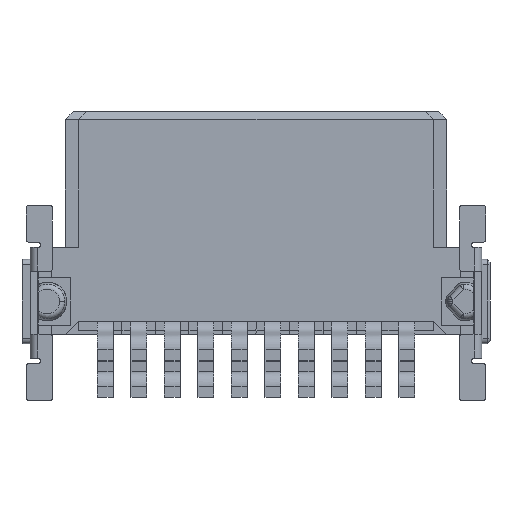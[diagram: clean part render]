
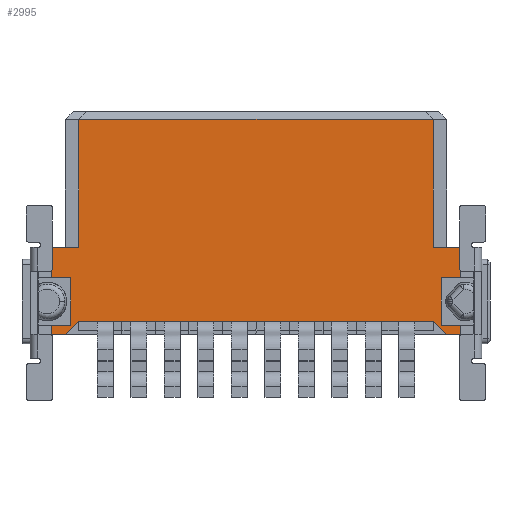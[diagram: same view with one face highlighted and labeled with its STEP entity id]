
A CAD part, front view. The second image highlights one B-rep face of the part: STEP entity #2995.
In plain terms, the highlighted planar face has unit normal (0, -1, 0).
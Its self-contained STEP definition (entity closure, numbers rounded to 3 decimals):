
#2872=AXIS2_PLACEMENT_3D('Plane Axis2P3D',#2869,#2870,#2871) ;
#668=CARTESIAN_POINT('Vertex',(1.115,1.373,5.8)) ;
#671=CARTESIAN_POINT('Line Origine',(1.63,1.373,5.8)) ;
#675=CARTESIAN_POINT('Vertex',(2.145,1.373,5.8)) ;
#807=CARTESIAN_POINT('Vertex',(15.595,1.373,5.8)) ;
#810=CARTESIAN_POINT('Line Origine',(16.11,1.373,5.8)) ;
#814=CARTESIAN_POINT('Vertex',(16.625,1.373,5.8)) ;
#1904=CARTESIAN_POINT('Vertex',(1.115,1.373,2.85)) ;
#1909=CARTESIAN_POINT('Line Origine',(1.48,1.373,2.85)) ;
#1913=CARTESIAN_POINT('Vertex',(1.845,1.373,2.85)) ;
#2196=CARTESIAN_POINT('Vertex',(1.115,1.373,4.65)) ;
#2208=CARTESIAN_POINT('Vertex',(1.845,1.373,4.65)) ;
#2211=CARTESIAN_POINT('Line Origine',(1.48,1.373,4.65)) ;
#2856=CARTESIAN_POINT('Line Origine',(1.115,1.373,5.225)) ;
#2869=CARTESIAN_POINT('Axis2P3D Location',(5.895,1.373,10.85)) ;
#2874=CARTESIAN_POINT('Line Origine',(8.87,1.373,3.)) ;
#2878=CARTESIAN_POINT('Vertex',(15.595,1.373,3.)) ;
#2880=CARTESIAN_POINT('Vertex',(2.145,1.373,3.)) ;
#2883=CARTESIAN_POINT('Line Origine',(15.845,1.373,2.75)) ;
#2887=CARTESIAN_POINT('Vertex',(16.095,1.373,2.5)) ;
#2890=CARTESIAN_POINT('Line Origine',(16.36,1.373,2.5)) ;
#2894=CARTESIAN_POINT('Vertex',(16.625,1.373,2.5)) ;
#2897=CARTESIAN_POINT('Line Origine',(16.625,1.373,2.675)) ;
#2901=CARTESIAN_POINT('Vertex',(16.625,1.373,2.85)) ;
#2904=CARTESIAN_POINT('Line Origine',(16.26,1.373,2.85)) ;
#2908=CARTESIAN_POINT('Vertex',(15.895,1.373,2.85)) ;
#2911=CARTESIAN_POINT('Line Origine',(15.895,1.373,3.75)) ;
#2915=CARTESIAN_POINT('Vertex',(15.895,1.373,4.65)) ;
#2918=CARTESIAN_POINT('Line Origine',(16.26,1.373,4.65)) ;
#2922=CARTESIAN_POINT('Vertex',(16.625,1.373,4.65)) ;
#2925=CARTESIAN_POINT('Line Origine',(16.625,1.373,5.225)) ;
#2930=CARTESIAN_POINT('Line Origine',(15.595,1.373,8.225)) ;
#2934=CARTESIAN_POINT('Vertex',(15.595,1.373,10.65)) ;
#2937=CARTESIAN_POINT('Line Origine',(8.87,1.373,10.65)) ;
#2941=CARTESIAN_POINT('Vertex',(2.145,1.373,10.65)) ;
#2944=CARTESIAN_POINT('Line Origine',(2.145,1.373,8.225)) ;
#2949=CARTESIAN_POINT('Line Origine',(1.845,1.373,3.75)) ;
#2954=CARTESIAN_POINT('Line Origine',(1.115,1.373,2.675)) ;
#2958=CARTESIAN_POINT('Vertex',(1.115,1.373,2.5)) ;
#2961=CARTESIAN_POINT('Line Origine',(1.38,1.373,2.5)) ;
#2965=CARTESIAN_POINT('Vertex',(1.645,1.373,2.5)) ;
#2968=CARTESIAN_POINT('Line Origine',(1.895,1.373,2.75)) ;
#672=DIRECTION('Vector Direction',(-1.,0.,0.)) ;
#811=DIRECTION('Vector Direction',(-1.,0.,0.)) ;
#1910=DIRECTION('Vector Direction',(-1.,0.,0.)) ;
#2212=DIRECTION('Vector Direction',(1.,0.,0.)) ;
#2857=DIRECTION('Vector Direction',(0.,0.,-1.)) ;
#2870=DIRECTION('Axis2P3D Direction',(0.,-1.,0.)) ;
#2871=DIRECTION('Axis2P3D XDirection',(0.,0.,-1.)) ;
#2875=DIRECTION('Vector Direction',(-1.,0.,0.)) ;
#2884=DIRECTION('Vector Direction',(0.707,0.,-0.707)) ;
#2891=DIRECTION('Vector Direction',(1.,0.,0.)) ;
#2898=DIRECTION('Vector Direction',(0.,0.,1.)) ;
#2905=DIRECTION('Vector Direction',(-1.,0.,0.)) ;
#2912=DIRECTION('Vector Direction',(0.,0.,1.)) ;
#2919=DIRECTION('Vector Direction',(1.,0.,0.)) ;
#2926=DIRECTION('Vector Direction',(0.,0.,1.)) ;
#2931=DIRECTION('Vector Direction',(0.,0.,1.)) ;
#2938=DIRECTION('Vector Direction',(-1.,0.,0.)) ;
#2945=DIRECTION('Vector Direction',(0.,0.,-1.)) ;
#2950=DIRECTION('Vector Direction',(0.,0.,-1.)) ;
#2955=DIRECTION('Vector Direction',(0.,0.,-1.)) ;
#2962=DIRECTION('Vector Direction',(1.,0.,0.)) ;
#2969=DIRECTION('Vector Direction',(0.707,0.,0.707)) ;
#673=VECTOR('Line Direction',#672,1.) ;
#812=VECTOR('Line Direction',#811,1.) ;
#1911=VECTOR('Line Direction',#1910,1.) ;
#2213=VECTOR('Line Direction',#2212,1.) ;
#2858=VECTOR('Line Direction',#2857,1.) ;
#2876=VECTOR('Line Direction',#2875,1.) ;
#2885=VECTOR('Line Direction',#2884,1.) ;
#2892=VECTOR('Line Direction',#2891,1.) ;
#2899=VECTOR('Line Direction',#2898,1.) ;
#2906=VECTOR('Line Direction',#2905,1.) ;
#2913=VECTOR('Line Direction',#2912,1.) ;
#2920=VECTOR('Line Direction',#2919,1.) ;
#2927=VECTOR('Line Direction',#2926,1.) ;
#2932=VECTOR('Line Direction',#2931,1.) ;
#2939=VECTOR('Line Direction',#2938,1.) ;
#2946=VECTOR('Line Direction',#2945,1.) ;
#2951=VECTOR('Line Direction',#2950,1.) ;
#2956=VECTOR('Line Direction',#2955,1.) ;
#2963=VECTOR('Line Direction',#2962,1.) ;
#2970=VECTOR('Line Direction',#2969,1.) ;
#2974=ORIENTED_EDGE('',*,*,#2882,.F.) ;
#2975=ORIENTED_EDGE('',*,*,#2889,.T.) ;
#2976=ORIENTED_EDGE('',*,*,#2896,.T.) ;
#2977=ORIENTED_EDGE('',*,*,#2903,.T.) ;
#2978=ORIENTED_EDGE('',*,*,#2910,.T.) ;
#2979=ORIENTED_EDGE('',*,*,#2917,.T.) ;
#2980=ORIENTED_EDGE('',*,*,#2924,.T.) ;
#2981=ORIENTED_EDGE('',*,*,#2929,.T.) ;
#2982=ORIENTED_EDGE('',*,*,#816,.T.) ;
#2983=ORIENTED_EDGE('',*,*,#2936,.T.) ;
#2984=ORIENTED_EDGE('',*,*,#2943,.T.) ;
#2985=ORIENTED_EDGE('',*,*,#2948,.T.) ;
#2986=ORIENTED_EDGE('',*,*,#677,.T.) ;
#2987=ORIENTED_EDGE('',*,*,#2860,.T.) ;
#2988=ORIENTED_EDGE('',*,*,#2215,.T.) ;
#2989=ORIENTED_EDGE('',*,*,#2953,.T.) ;
#2990=ORIENTED_EDGE('',*,*,#1915,.T.) ;
#2991=ORIENTED_EDGE('',*,*,#2960,.T.) ;
#2992=ORIENTED_EDGE('',*,*,#2967,.T.) ;
#2993=ORIENTED_EDGE('',*,*,#2972,.T.) ;
#2995=ADVANCED_FACE('Hauptk\X2\00F6\X0\rper',(#2994),#2873,.T.) ;
#677=EDGE_CURVE('',#676,#669,#674,.T.) ;
#816=EDGE_CURVE('',#815,#808,#813,.T.) ;
#1915=EDGE_CURVE('',#1914,#1905,#1912,.T.) ;
#2215=EDGE_CURVE('',#2197,#2209,#2214,.T.) ;
#2860=EDGE_CURVE('',#669,#2197,#2859,.T.) ;
#2882=EDGE_CURVE('',#2879,#2881,#2877,.T.) ;
#2889=EDGE_CURVE('',#2879,#2888,#2886,.T.) ;
#2896=EDGE_CURVE('',#2888,#2895,#2893,.T.) ;
#2903=EDGE_CURVE('',#2895,#2902,#2900,.T.) ;
#2910=EDGE_CURVE('',#2902,#2909,#2907,.T.) ;
#2917=EDGE_CURVE('',#2909,#2916,#2914,.T.) ;
#2924=EDGE_CURVE('',#2916,#2923,#2921,.T.) ;
#2929=EDGE_CURVE('',#2923,#815,#2928,.T.) ;
#2936=EDGE_CURVE('',#808,#2935,#2933,.T.) ;
#2943=EDGE_CURVE('',#2935,#2942,#2940,.T.) ;
#2948=EDGE_CURVE('',#2942,#676,#2947,.T.) ;
#2953=EDGE_CURVE('',#2209,#1914,#2952,.T.) ;
#2960=EDGE_CURVE('',#1905,#2959,#2957,.T.) ;
#2967=EDGE_CURVE('',#2959,#2966,#2964,.T.) ;
#2972=EDGE_CURVE('',#2966,#2881,#2971,.T.) ;
#2973=EDGE_LOOP('',(#2974,#2975,#2976,#2977,#2978,#2979,#2980,#2981,#2982,#2983,#2984,#2985,#2986,#2987,#2988,#2989,#2990,#2991,#2992,#2993)) ;
#2994=FACE_OUTER_BOUND('',#2973,.T.) ;
#674=LINE('Line',#671,#673) ;
#813=LINE('Line',#810,#812) ;
#1912=LINE('Line',#1909,#1911) ;
#2214=LINE('Line',#2211,#2213) ;
#2859=LINE('Line',#2856,#2858) ;
#2877=LINE('Line',#2874,#2876) ;
#2886=LINE('Line',#2883,#2885) ;
#2893=LINE('Line',#2890,#2892) ;
#2900=LINE('Line',#2897,#2899) ;
#2907=LINE('Line',#2904,#2906) ;
#2914=LINE('Line',#2911,#2913) ;
#2921=LINE('Line',#2918,#2920) ;
#2928=LINE('Line',#2925,#2927) ;
#2933=LINE('Line',#2930,#2932) ;
#2940=LINE('Line',#2937,#2939) ;
#2947=LINE('Line',#2944,#2946) ;
#2952=LINE('Line',#2949,#2951) ;
#2957=LINE('Line',#2954,#2956) ;
#2964=LINE('Line',#2961,#2963) ;
#2971=LINE('Line',#2968,#2970) ;
#2873=PLANE('',#2872) ;
#669=VERTEX_POINT('',#668) ;
#676=VERTEX_POINT('',#675) ;
#808=VERTEX_POINT('',#807) ;
#815=VERTEX_POINT('',#814) ;
#1905=VERTEX_POINT('',#1904) ;
#1914=VERTEX_POINT('',#1913) ;
#2197=VERTEX_POINT('',#2196) ;
#2209=VERTEX_POINT('',#2208) ;
#2879=VERTEX_POINT('',#2878) ;
#2881=VERTEX_POINT('',#2880) ;
#2888=VERTEX_POINT('',#2887) ;
#2895=VERTEX_POINT('',#2894) ;
#2902=VERTEX_POINT('',#2901) ;
#2909=VERTEX_POINT('',#2908) ;
#2916=VERTEX_POINT('',#2915) ;
#2923=VERTEX_POINT('',#2922) ;
#2935=VERTEX_POINT('',#2934) ;
#2942=VERTEX_POINT('',#2941) ;
#2959=VERTEX_POINT('',#2958) ;
#2966=VERTEX_POINT('',#2965) ;
